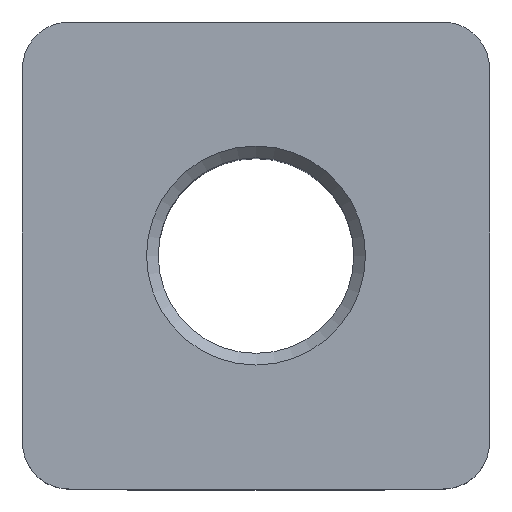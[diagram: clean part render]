
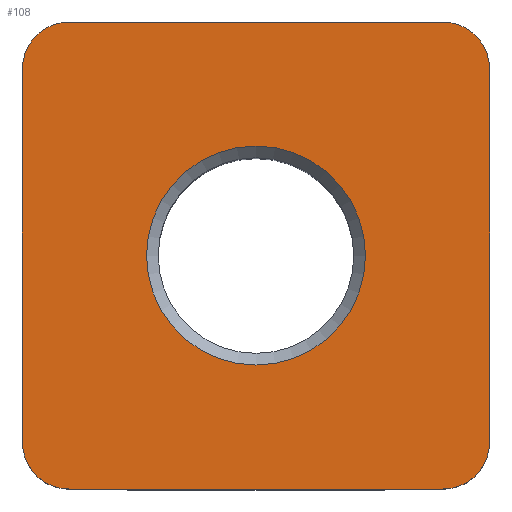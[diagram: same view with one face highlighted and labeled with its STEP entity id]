
A CAD part, top view. The second image highlights one B-rep face of the part: STEP entity #108.
In plain terms, the highlighted planar face has unit normal (0, 0, 1).
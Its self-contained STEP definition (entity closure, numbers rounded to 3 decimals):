
#108 = ADVANCED_FACE( '', ( #290, #291 ), #292, .T. );
#290 = FACE_BOUND( '', #557, .T. );
#291 = FACE_OUTER_BOUND( '', #558, .T. );
#292 = PLANE( '', #559 );
#557 = EDGE_LOOP( '', ( #823 ) );
#558 = EDGE_LOOP( '', ( #824, #825, #826, #827, #828, #829, #830, #831 ) );
#559 = AXIS2_PLACEMENT_3D( '', #832, #833, #834 );
#823 = ORIENTED_EDGE( '', *, *, #1548, .T. );
#824 = ORIENTED_EDGE( '', *, *, #1549, .T. );
#825 = ORIENTED_EDGE( '', *, *, #1550, .T. );
#826 = ORIENTED_EDGE( '', *, *, #1551, .T. );
#827 = ORIENTED_EDGE( '', *, *, #1552, .T. );
#828 = ORIENTED_EDGE( '', *, *, #1553, .T. );
#829 = ORIENTED_EDGE( '', *, *, #1554, .T. );
#830 = ORIENTED_EDGE( '', *, *, #1555, .T. );
#831 = ORIENTED_EDGE( '', *, *, #1556, .T. );
#832 = CARTESIAN_POINT( '', ( 0., 0., 23. ) );
#833 = DIRECTION( '', ( 0., 0., 1. ) );
#834 = DIRECTION( '', ( 1., 0., 0. ) );
#1548 = EDGE_CURVE( '', #1834, #1834, #1835, .F. );
#1549 = EDGE_CURVE( '', #1836, #1837, #1838, .T. );
#1550 = EDGE_CURVE( '', #1837, #1839, #1840, .T. );
#1551 = EDGE_CURVE( '', #1839, #1841, #1842, .T. );
#1552 = EDGE_CURVE( '', #1841, #1843, #1844, .T. );
#1553 = EDGE_CURVE( '', #1843, #1845, #1846, .T. );
#1554 = EDGE_CURVE( '', #1845, #1847, #1848, .T. );
#1555 = EDGE_CURVE( '', #1847, #1849, #1850, .T. );
#1556 = EDGE_CURVE( '', #1849, #1836, #1851, .T. );
#1834 = VERTEX_POINT( '', #2252 );
#1835 = CIRCLE( '', #2253, 4.688 );
#1836 = VERTEX_POINT( '', #2254 );
#1837 = VERTEX_POINT( '', #2255 );
#1838 = LINE( '', #2256, #2257 );
#1839 = VERTEX_POINT( '', #2258 );
#1840 = CIRCLE( '', #2259, 2. );
#1841 = VERTEX_POINT( '', #2260 );
#1842 = LINE( '', #2261, #2262 );
#1843 = VERTEX_POINT( '', #2263 );
#1844 = CIRCLE( '', #2264, 2. );
#1845 = VERTEX_POINT( '', #2265 );
#1846 = LINE( '', #2266, #2267 );
#1847 = VERTEX_POINT( '', #2268 );
#1848 = CIRCLE( '', #2269, 2. );
#1849 = VERTEX_POINT( '', #2270 );
#1850 = LINE( '', #2271, #2272 );
#1851 = CIRCLE( '', #2273, 2. );
#2252 = CARTESIAN_POINT( '', ( 4.688, 0., 23. ) );
#2253 = AXIS2_PLACEMENT_3D( '', #2836, #2837, #2838 );
#2254 = CARTESIAN_POINT( '', ( -10., 8., 23. ) );
#2255 = CARTESIAN_POINT( '', ( -10., -8., 23. ) );
#2256 = CARTESIAN_POINT( '', ( -10., 10., 23. ) );
#2257 = VECTOR( '', #2839, 1000. );
#2258 = CARTESIAN_POINT( '', ( -8., -10., 23. ) );
#2259 = AXIS2_PLACEMENT_3D( '', #2840, #2841, #2842 );
#2260 = CARTESIAN_POINT( '', ( 8., -10., 23. ) );
#2261 = CARTESIAN_POINT( '', ( -10., -10., 23. ) );
#2262 = VECTOR( '', #2843, 1000. );
#2263 = CARTESIAN_POINT( '', ( 10., -8., 23. ) );
#2264 = AXIS2_PLACEMENT_3D( '', #2844, #2845, #2846 );
#2265 = CARTESIAN_POINT( '', ( 10., 8., 23. ) );
#2266 = CARTESIAN_POINT( '', ( 10., -10., 23. ) );
#2267 = VECTOR( '', #2847, 1000. );
#2268 = CARTESIAN_POINT( '', ( 8., 10., 23. ) );
#2269 = AXIS2_PLACEMENT_3D( '', #2848, #2849, #2850 );
#2270 = CARTESIAN_POINT( '', ( -8., 10., 23. ) );
#2271 = CARTESIAN_POINT( '', ( 10., 10., 23. ) );
#2272 = VECTOR( '', #2851, 1000. );
#2273 = AXIS2_PLACEMENT_3D( '', #2852, #2853, #2854 );
#2836 = CARTESIAN_POINT( '', ( 0., 0., 23. ) );
#2837 = DIRECTION( '', ( 0., 0., 1. ) );
#2838 = DIRECTION( '', ( 1., 0., 0. ) );
#2839 = DIRECTION( '', ( 0., -1., 0. ) );
#2840 = CARTESIAN_POINT( '', ( -8., -8., 23. ) );
#2841 = DIRECTION( '', ( 0., 0., 1. ) );
#2842 = DIRECTION( '', ( 1., 0., 0. ) );
#2843 = DIRECTION( '', ( 1., 0., 0. ) );
#2844 = CARTESIAN_POINT( '', ( 8., -8., 23. ) );
#2845 = DIRECTION( '', ( 0., 0., 1. ) );
#2846 = DIRECTION( '', ( 1., 0., 0. ) );
#2847 = DIRECTION( '', ( 0., 1., 0. ) );
#2848 = CARTESIAN_POINT( '', ( 8., 8., 23. ) );
#2849 = DIRECTION( '', ( 0., 0., 1. ) );
#2850 = DIRECTION( '', ( 1., 0., 0. ) );
#2851 = DIRECTION( '', ( -1., 0., 0. ) );
#2852 = CARTESIAN_POINT( '', ( -8., 8., 23. ) );
#2853 = DIRECTION( '', ( 0., 0., 1. ) );
#2854 = DIRECTION( '', ( 1., 0., 0. ) );
